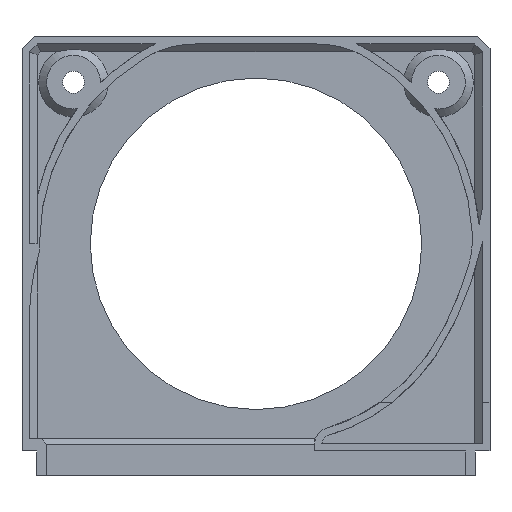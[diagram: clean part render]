
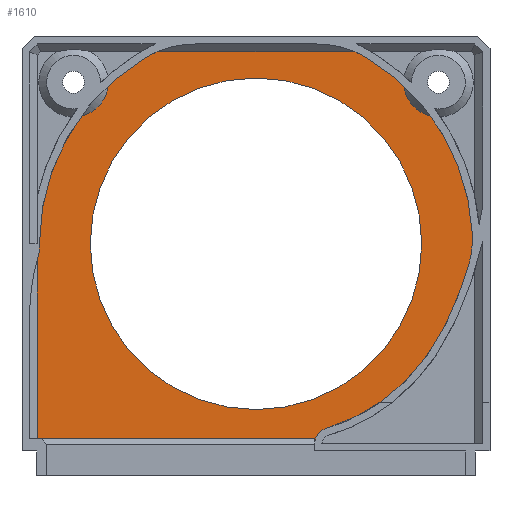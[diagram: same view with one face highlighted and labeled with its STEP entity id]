
A CAD part, front view. The second image highlights one B-rep face of the part: STEP entity #1610.
In plain terms, the highlighted planar face has unit normal (0, -1, 0).
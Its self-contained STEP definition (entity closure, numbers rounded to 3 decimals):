
#45=FACE_BOUND('',#238,.T.);
#57=B_SPLINE_CURVE_WITH_KNOTS('',3,(#2369,#2370,#2371,#2372),
 .UNSPECIFIED.,.F.,.F.,(4,4),(0.,0.682),.UNSPECIFIED.);
#77=(
BOUNDED_CURVE()
B_SPLINE_CURVE(5,(#2355,#2356,#2357,#2358,#2359,#2360,#2361,#2362,#2363,
#2364,#2365,#2366,#2367),.UNSPECIFIED.,.F.,.F.)
B_SPLINE_CURVE_WITH_KNOTS((6,1,1,1,1,1,1,1,6),(0.,0.1,0.2,0.3,0.4,0.5,0.6,
0.7,0.728),.UNSPECIFIED.)
CURVE()
GEOMETRIC_REPRESENTATION_ITEM()
RATIONAL_B_SPLINE_CURVE((1.,1.,1.,1.,1.,1.,1.,1.,1.,1.,1.,1.,1.))
REPRESENTATION_ITEM('')
);
#82=CIRCLE('',#1719,3.5);
#83=CIRCLE('',#1720,44.428);
#84=CIRCLE('',#1721,7.121);
#85=CIRCLE('',#1722,44.428);
#86=CIRCLE('',#1723,20.);
#87=CIRCLE('',#1724,20.);
#88=CIRCLE('',#1725,44.428);
#89=CIRCLE('',#1726,7.121);
#90=CIRCLE('',#1727,44.428);
#91=CIRCLE('',#1728,48.);
#92=CIRCLE('',#1729,34.);
#144=FACE_OUTER_BOUND('',#237,.T.);
#237=EDGE_LOOP('',(#1085,#1086,#1087,#1088,#1089,#1090,#1091,#1092,#1093,
#1094,#1095,#1096,#1097,#1098,#1099,#1100,#1101));
#238=EDGE_LOOP('',(#1102));
#344=LINE('',#2329,#505);
#350=LINE('',#2340,#511);
#354=LINE('',#2349,#515);
#355=LINE('',#2382,#516);
#356=LINE('',#2392,#517);
#505=VECTOR('',#1872,10.);
#511=VECTOR('',#1880,10.);
#515=VECTOR('',#1888,10.);
#516=VECTOR('',#1903,10.);
#517=VECTOR('',#1912,10.);
#664=VERTEX_POINT('',#2326);
#665=VERTEX_POINT('',#2328);
#669=VERTEX_POINT('',#2338);
#672=VERTEX_POINT('',#2348);
#673=VERTEX_POINT('',#2352);
#674=VERTEX_POINT('',#2354);
#675=VERTEX_POINT('',#2368);
#676=VERTEX_POINT('',#2373);
#677=VERTEX_POINT('',#2375);
#678=VERTEX_POINT('',#2377);
#679=VERTEX_POINT('',#2379);
#680=VERTEX_POINT('',#2381);
#681=VERTEX_POINT('',#2383);
#682=VERTEX_POINT('',#2385);
#683=VERTEX_POINT('',#2387);
#684=VERTEX_POINT('',#2389);
#685=VERTEX_POINT('',#2391);
#686=VERTEX_POINT('',#2394);
#823=EDGE_CURVE('',#665,#664,#344,.T.);
#829=EDGE_CURVE('',#664,#669,#350,.T.);
#833=EDGE_CURVE('',#672,#665,#354,.F.);
#835=EDGE_CURVE('',#669,#673,#82,.T.);
#836=EDGE_CURVE('',#673,#674,#77,.T.);
#837=EDGE_CURVE('',#674,#675,#57,.T.);
#838=EDGE_CURVE('',#675,#676,#83,.T.);
#839=EDGE_CURVE('',#676,#677,#84,.T.);
#840=EDGE_CURVE('',#677,#678,#85,.T.);
#841=EDGE_CURVE('',#678,#679,#86,.T.);
#842=EDGE_CURVE('',#679,#680,#355,.F.);
#843=EDGE_CURVE('',#680,#681,#87,.T.);
#844=EDGE_CURVE('',#681,#682,#88,.T.);
#845=EDGE_CURVE('',#682,#683,#89,.F.);
#846=EDGE_CURVE('',#683,#684,#90,.T.);
#847=EDGE_CURVE('',#684,#685,#356,.T.);
#848=EDGE_CURVE('',#685,#672,#91,.T.);
#849=EDGE_CURVE('',#686,#686,#92,.T.);
#1085=ORIENTED_EDGE('',*,*,#823,.T.);
#1086=ORIENTED_EDGE('',*,*,#829,.T.);
#1087=ORIENTED_EDGE('',*,*,#835,.T.);
#1088=ORIENTED_EDGE('',*,*,#836,.T.);
#1089=ORIENTED_EDGE('',*,*,#837,.T.);
#1090=ORIENTED_EDGE('',*,*,#838,.T.);
#1091=ORIENTED_EDGE('',*,*,#839,.T.);
#1092=ORIENTED_EDGE('',*,*,#840,.T.);
#1093=ORIENTED_EDGE('',*,*,#841,.T.);
#1094=ORIENTED_EDGE('',*,*,#842,.T.);
#1095=ORIENTED_EDGE('',*,*,#843,.T.);
#1096=ORIENTED_EDGE('',*,*,#844,.T.);
#1097=ORIENTED_EDGE('',*,*,#845,.T.);
#1098=ORIENTED_EDGE('',*,*,#846,.T.);
#1099=ORIENTED_EDGE('',*,*,#847,.T.);
#1100=ORIENTED_EDGE('',*,*,#848,.T.);
#1101=ORIENTED_EDGE('',*,*,#833,.T.);
#1102=ORIENTED_EDGE('',*,*,#849,.T.);
#1547=PLANE('',#1718);
#1610=ADVANCED_FACE('',(#144,#45),#1547,.F.);
#1718=AXIS2_PLACEMENT_3D('',#2351,#1891,#1892);
#1719=AXIS2_PLACEMENT_3D('',#2353,#1893,#1894);
#1720=AXIS2_PLACEMENT_3D('',#2374,#1895,#1896);
#1721=AXIS2_PLACEMENT_3D('',#2376,#1897,#1898);
#1722=AXIS2_PLACEMENT_3D('',#2378,#1899,#1900);
#1723=AXIS2_PLACEMENT_3D('',#2380,#1901,#1902);
#1724=AXIS2_PLACEMENT_3D('',#2384,#1904,#1905);
#1725=AXIS2_PLACEMENT_3D('',#2386,#1906,#1907);
#1726=AXIS2_PLACEMENT_3D('',#2388,#1908,#1909);
#1727=AXIS2_PLACEMENT_3D('',#2390,#1910,#1911);
#1728=AXIS2_PLACEMENT_3D('',#2393,#1913,#1914);
#1729=AXIS2_PLACEMENT_3D('',#2395,#1915,#1916);
#1872=DIRECTION('',(1.,0.,0.));
#1880=DIRECTION('',(0.,0.,-1.));
#1888=DIRECTION('',(0.,0.,1.));
#1891=DIRECTION('center_axis',(0.,1.,0.));
#1892=DIRECTION('ref_axis',(0.,0.,1.));
#1893=DIRECTION('center_axis',(0.,1.,0.));
#1894=DIRECTION('ref_axis',(-0.287,0.,0.958));
#1895=DIRECTION('center_axis',(0.,-1.,0.));
#1896=DIRECTION('ref_axis',(0.999,0.,-0.037));
#1897=DIRECTION('center_axis',(0.,1.,0.));
#1898=DIRECTION('ref_axis',(-1.,0.,0.));
#1899=DIRECTION('center_axis',(0.,-1.,0.));
#1900=DIRECTION('ref_axis',(0.999,0.,-0.037));
#1901=DIRECTION('center_axis',(0.,-1.,0.));
#1902=DIRECTION('ref_axis',(0.265,0.,0.964));
#1903=DIRECTION('',(1.,0.,0.));
#1904=DIRECTION('center_axis',(0.,-1.,0.));
#1905=DIRECTION('ref_axis',(-0.265,0.,0.964));
#1906=DIRECTION('center_axis',(0.,-1.,0.));
#1907=DIRECTION('ref_axis',(-0.385,0.,0.923));
#1908=DIRECTION('center_axis',(0.,-1.,0.));
#1909=DIRECTION('ref_axis',(-1.,0.,0.));
#1910=DIRECTION('center_axis',(0.,-1.,0.));
#1911=DIRECTION('ref_axis',(-0.385,0.,0.923));
#1912=DIRECTION('',(0.,0.,-1.));
#1913=DIRECTION('center_axis',(0.,-1.,0.));
#1914=DIRECTION('ref_axis',(-0.957,0.,0.291));
#1915=DIRECTION('center_axis',(0.,1.,0.));
#1916=DIRECTION('ref_axis',(-1.,0.,0.));
#2326=CARTESIAN_POINT('',(12.,20.9,-40.));
#2328=CARTESIAN_POINT('',(-44.879,20.9,-40.));
#2329=CARTESIAN_POINT('',(-8.625,20.9,-40.));
#2338=CARTESIAN_POINT('',(12.,20.9,-41.191));
#2340=CARTESIAN_POINT('',(12.,20.9,-21.25));
#2348=CARTESIAN_POINT('',(-44.879,20.9,-3.077));
#2349=CARTESIAN_POINT('',(-44.879,20.9,-10.625));
#2351=CARTESIAN_POINT('Origin',(0.,20.9,0.));
#2352=CARTESIAN_POINT('',(14.495,20.9,-37.839));
#2353=CARTESIAN_POINT('Origin',(15.5,20.9,-41.191));
#2354=CARTESIAN_POINT('',(43.546,20.9,-4.633));
#2355=CARTESIAN_POINT('Ctrl Pts',(14.495,20.9,-37.839));
#2356=CARTESIAN_POINT('Ctrl Pts',(15.594,20.9,-37.509));
#2357=CARTESIAN_POINT('Ctrl Pts',(17.761,20.9,-36.772));
#2358=CARTESIAN_POINT('Ctrl Pts',(20.917,20.9,-35.433));
#2359=CARTESIAN_POINT('Ctrl Pts',(24.926,20.9,-33.177));
#2360=CARTESIAN_POINT('Ctrl Pts',(29.547,20.9,-29.553));
#2361=CARTESIAN_POINT('Ctrl Pts',(33.706,20.9,-25.1));
#2362=CARTESIAN_POINT('Ctrl Pts',(37.338,20.9,-19.804));
#2363=CARTESIAN_POINT('Ctrl Pts',(39.988,20.9,-14.572));
#2364=CARTESIAN_POINT('Ctrl Pts',(41.745,20.9,-10.166));
#2365=CARTESIAN_POINT('Ctrl Pts',(42.841,20.9,-6.925));
#2366=CARTESIAN_POINT('Ctrl Pts',(43.42,20.9,-5.05));
#2367=CARTESIAN_POINT('Ctrl Pts',(43.546,20.9,-4.633));
#2368=CARTESIAN_POINT('',(44.379,20.9,2.096));
#2369=CARTESIAN_POINT('Ctrl Pts',(43.546,20.9,-4.633));
#2370=CARTESIAN_POINT('Ctrl Pts',(44.203,20.9,-2.459));
#2371=CARTESIAN_POINT('Ctrl Pts',(44.486,20.9,-0.172));
#2372=CARTESIAN_POINT('Ctrl Pts',(44.379,20.9,2.096));
#2373=CARTESIAN_POINT('',(35.884,20.9,26.195));
#2374=CARTESIAN_POINT('Origin',(0.,20.9,0.));
#2375=CARTESIAN_POINT('',(30.348,20.9,32.448));
#2376=CARTESIAN_POINT('Origin',(37.435,20.9,33.146));
#2377=CARTESIAN_POINT('',(22.697,20.9,38.193));
#2378=CARTESIAN_POINT('Origin',(0.,20.9,0.));
#2379=CARTESIAN_POINT('',(20.368,20.9,39.379));
#2380=CARTESIAN_POINT('Origin',(12.479,20.9,21.));
#2381=CARTESIAN_POINT('',(-20.368,20.9,39.379));
#2382=CARTESIAN_POINT('',(-12.,20.9,39.379));
#2383=CARTESIAN_POINT('',(-22.697,20.9,38.193));
#2384=CARTESIAN_POINT('Origin',(-12.479,20.9,21.));
#2385=CARTESIAN_POINT('',(-30.348,20.9,32.448));
#2386=CARTESIAN_POINT('Origin',(0.,20.9,0.));
#2387=CARTESIAN_POINT('',(-35.884,20.9,26.195));
#2388=CARTESIAN_POINT('Origin',(-37.435,20.9,33.146));
#2389=CARTESIAN_POINT('',(-44.428,20.9,0.003));
#2390=CARTESIAN_POINT('Origin',(0.,20.9,0.));
#2391=CARTESIAN_POINT('',(-44.428,20.9,-1.497));
#2392=CARTESIAN_POINT('',(-44.428,20.9,0.003));
#2393=CARTESIAN_POINT('Origin',(1.5,20.9,-15.447));
#2394=CARTESIAN_POINT('',(34.,20.9,0.));
#2395=CARTESIAN_POINT('Origin',(0.,20.9,0.));
